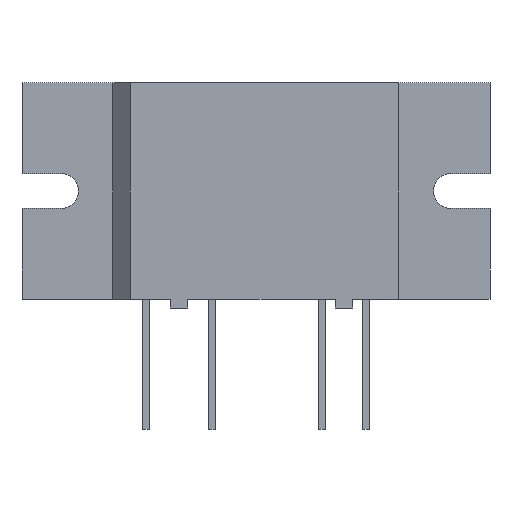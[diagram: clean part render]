
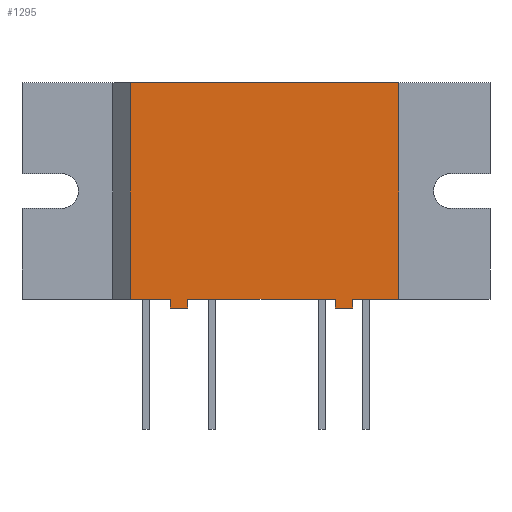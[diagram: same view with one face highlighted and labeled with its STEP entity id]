
A CAD part, front view. The second image highlights one B-rep face of the part: STEP entity #1295.
In plain terms, the highlighted planar face has unit normal (0, -1, 0).
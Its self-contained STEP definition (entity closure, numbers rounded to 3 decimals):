
#17 = VERTEX_POINT ( 'NONE', #338 ) ;
#20 = VERTEX_POINT ( 'NONE', #385 ) ;
#231 = VERTEX_POINT ( 'NONE', #648 ) ;
#232 = ORIENTED_EDGE ( 'NONE', *, *, #1269, .F. ) ;
#234 = VERTEX_POINT ( 'NONE', #652 ) ;
#235 = ORIENTED_EDGE ( 'NONE', *, *, #1261, .T. ) ;
#236 = VERTEX_POINT ( 'NONE', #665 ) ;
#238 = EDGE_LOOP ( 'NONE', ( #1286, #1292, #1266, #1267, #1258, #1271, #1280, #232, #1276, #235, #1279, #246 ) ) ;
#246 = ORIENTED_EDGE ( 'NONE', *, *, #1309, .F. ) ;
#248 = EDGE_CURVE ( 'NONE', #1294, #1291, #688, .T. ) ;
#338 = CARTESIAN_POINT ( 'NONE',  ( 11.16, -6., 1. ) ) ;
#385 = CARTESIAN_POINT ( 'NONE',  ( 9.16, -6., 1. ) ) ;
#648 = CARTESIAN_POINT ( 'NONE',  ( 11.16, -6., 0. ) ) ;
#652 = CARTESIAN_POINT ( 'NONE',  ( 9.16, -6., 0. ) ) ;
#665 = CARTESIAN_POINT ( 'NONE',  ( -14.5, -6., 26. ) ) ;
#681 = DIRECTION ( 'NONE',  ( -1., 0., 0. ) ) ;
#682 = VECTOR ( 'NONE', #681, 1000. ) ;
#683 = CARTESIAN_POINT ( 'NONE',  ( -9.89, -6., 0. ) ) ;
#688 = LINE ( 'NONE', #683, #682 ) ;
#826 = CARTESIAN_POINT ( 'NONE',  ( 11.16, -6., 0. ) ) ;
#827 = LINE ( 'NONE', #826, #889 ) ;
#828 = DIRECTION ( 'NONE',  ( 0., 0., 1. ) ) ;
#829 = VECTOR ( 'NONE', #828, 1000. ) ;
#830 = CARTESIAN_POINT ( 'NONE',  ( -14.5, -6., 1. ) ) ;
#831 = LINE ( 'NONE', #830, #829 ) ;
#832 = DIRECTION ( 'NONE',  ( -1., 0., 0. ) ) ;
#833 = VECTOR ( 'NONE', #832, 1000. ) ;
#834 = DIRECTION ( 'NONE',  ( 0., 0., 1. ) ) ;
#835 = VECTOR ( 'NONE', #834, 1000. ) ;
#836 = CARTESIAN_POINT ( 'NONE',  ( -9.89, -6., 0. ) ) ;
#837 = LINE ( 'NONE', #836, #835 ) ;
#866 = AXIS2_PLACEMENT_3D ( 'NONE', #917, #915, #901 ) ;
#868 = DIRECTION ( 'NONE',  ( 1., 0., 0. ) ) ;
#869 = VECTOR ( 'NONE', #868, 1000. ) ;
#871 = LINE ( 'NONE', #877, #869 ) ;
#874 = DIRECTION ( 'NONE',  ( 0., 0., 1. ) ) ;
#875 = VECTOR ( 'NONE', #874, 1000. ) ;
#876 = CARTESIAN_POINT ( 'NONE',  ( 9.16, -6., 0. ) ) ;
#877 = CARTESIAN_POINT ( 'NONE',  ( -16.5, -6., 26. ) ) ;
#879 = DIRECTION ( 'NONE',  ( 0., 0., 1. ) ) ;
#880 = VECTOR ( 'NONE', #879, 1000. ) ;
#881 = CARTESIAN_POINT ( 'NONE',  ( 9.16, -6., 0. ) ) ;
#882 = LINE ( 'NONE', #881, #880 ) ;
#883 = CARTESIAN_POINT ( 'NONE',  ( -7.89, -6., 0. ) ) ;
#884 = LINE ( 'NONE', #883, #875 ) ;
#887 = LINE ( 'NONE', #876, #833 ) ;
#888 = DIRECTION ( 'NONE',  ( 0., 0., 1. ) ) ;
#889 = VECTOR ( 'NONE', #888, 1000. ) ;
#895 = DIRECTION ( 'NONE',  ( 1., 0., 0. ) ) ;
#896 = VECTOR ( 'NONE', #895, 1000. ) ;
#897 = CARTESIAN_POINT ( 'NONE',  ( -16.5, -6., 1. ) ) ;
#898 = LINE ( 'NONE', #897, #896 ) ;
#901 = DIRECTION ( 'NONE',  ( 0., 0., 1. ) ) ;
#903 = FACE_OUTER_BOUND ( 'NONE', #238, .T. ) ;
#911 = PLANE ( 'NONE',  #866 ) ;
#912 = CARTESIAN_POINT ( 'NONE',  ( -7.89, -6., 0. ) ) ;
#915 = DIRECTION ( 'NONE',  ( 0., 1., 0. ) ) ;
#917 = CARTESIAN_POINT ( 'NONE',  ( -16.5, -6., 26. ) ) ;
#919 = CARTESIAN_POINT ( 'NONE',  ( -9.89, -6., 0. ) ) ;
#931 = DIRECTION ( 'NONE',  ( 0., 0., -1. ) ) ;
#932 = VECTOR ( 'NONE', #931, 1000. ) ;
#933 = CARTESIAN_POINT ( 'NONE',  ( 16.5, -6., 1. ) ) ;
#946 = CARTESIAN_POINT ( 'NONE',  ( 16.5, -6., 26. ) ) ;
#947 = LINE ( 'NONE', #946, #932 ) ;
#966 = CARTESIAN_POINT ( 'NONE',  ( -14.5, -6., 1. ) ) ;
#977 = CARTESIAN_POINT ( 'NONE',  ( -9.89, -6., 1. ) ) ;
#1005 = CARTESIAN_POINT ( 'NONE',  ( 16.5, -6., 26. ) ) ;
#1153 = CARTESIAN_POINT ( 'NONE',  ( -7.89, -6., 1. ) ) ;
#1181 = DIRECTION ( 'NONE',  ( 1., 0., 0. ) ) ;
#1182 = VECTOR ( 'NONE', #1181, 1000. ) ;
#1183 = CARTESIAN_POINT ( 'NONE',  ( -16.5, -6., 1. ) ) ;
#1184 = LINE ( 'NONE', #1183, #1182 ) ;
#1202 = DIRECTION ( 'NONE',  ( 1., 0., 0. ) ) ;
#1203 = VECTOR ( 'NONE', #1202, 1000. ) ;
#1204 = CARTESIAN_POINT ( 'NONE',  ( -16.5, -6., 1. ) ) ;
#1212 = LINE ( 'NONE', #1204, #1203 ) ;
#1258 = ORIENTED_EDGE ( 'NONE', *, *, #248, .F. ) ;
#1259 = EDGE_CURVE ( 'NONE', #1291, #1318, #837, .T. ) ;
#1260 = EDGE_CURVE ( 'NONE', #1322, #236, #831, .T. ) ;
#1261 = EDGE_CURVE ( 'NONE', #231, #17, #827, .T. ) ;
#1266 = ORIENTED_EDGE ( 'NONE', *, *, #1298, .T. ) ;
#1267 = ORIENTED_EDGE ( 'NONE', *, *, #1259, .F. ) ;
#1269 = EDGE_CURVE ( 'NONE', #234, #20, #882, .T. ) ;
#1271 = ORIENTED_EDGE ( 'NONE', *, *, #1272, .T. ) ;
#1272 = EDGE_CURVE ( 'NONE', #1294, #1427, #884, .T. ) ;
#1276 = ORIENTED_EDGE ( 'NONE', *, *, #1277, .F. ) ;
#1277 = EDGE_CURVE ( 'NONE', #231, #234, #887, .T. ) ;
#1279 = ORIENTED_EDGE ( 'NONE', *, *, #1437, .T. ) ;
#1280 = ORIENTED_EDGE ( 'NONE', *, *, #1460, .T. ) ;
#1283 = EDGE_CURVE ( 'NONE', #236, #1341, #871, .T. ) ;
#1286 = ORIENTED_EDGE ( 'NONE', *, *, #1283, .F. ) ;
#1291 = VERTEX_POINT ( 'NONE', #919 ) ;
#1292 = ORIENTED_EDGE ( 'NONE', *, *, #1260, .F. ) ;
#1294 = VERTEX_POINT ( 'NONE', #912 ) ;
#1295 = ADVANCED_FACE ( 'NONE', ( #903 ), #911, .F. ) ;
#1298 = EDGE_CURVE ( 'NONE', #1322, #1318, #898, .T. ) ;
#1307 = VERTEX_POINT ( 'NONE', #933 ) ;
#1309 = EDGE_CURVE ( 'NONE', #1341, #1307, #947, .T. ) ;
#1318 = VERTEX_POINT ( 'NONE', #977 ) ;
#1322 = VERTEX_POINT ( 'NONE', #966 ) ;
#1341 = VERTEX_POINT ( 'NONE', #1005 ) ;
#1427 = VERTEX_POINT ( 'NONE', #1153 ) ;
#1437 = EDGE_CURVE ( 'NONE', #17, #1307, #1184, .T. ) ;
#1460 = EDGE_CURVE ( 'NONE', #1427, #20, #1212, .T. ) ;
